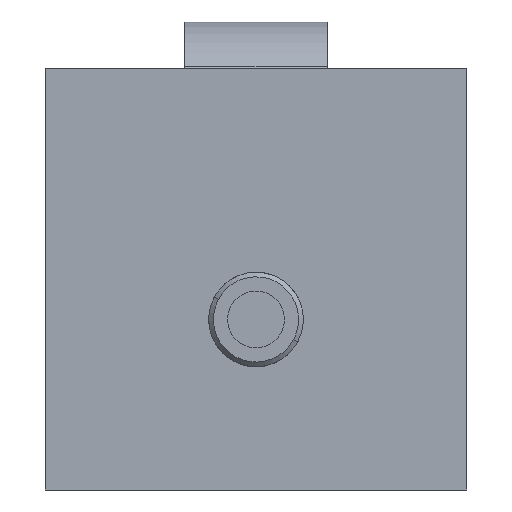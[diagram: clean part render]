
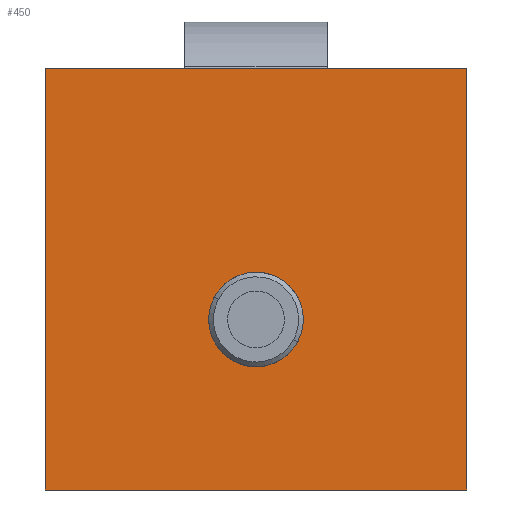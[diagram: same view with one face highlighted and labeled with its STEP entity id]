
A CAD part, front view. The second image highlights one B-rep face of the part: STEP entity #450.
In plain terms, the highlighted planar face has unit normal (0, -1, 0).
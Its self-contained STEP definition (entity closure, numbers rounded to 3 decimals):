
#162=CARTESIAN_POINT('Vertex',(48.365,-240.592,148.661)) ;
#165=CARTESIAN_POINT('Line Origine',(70.615,-240.592,148.661)) ;
#169=CARTESIAN_POINT('Vertex',(92.865,-240.592,148.661)) ;
#376=CARTESIAN_POINT('Vertex',(48.365,-240.592,104.161)) ;
#379=CARTESIAN_POINT('Line Origine',(48.365,-240.592,126.411)) ;
#409=CARTESIAN_POINT('Axis2P3D Location',(48.365,-240.592,126.411)) ;
#414=CARTESIAN_POINT('Line Origine',(70.615,-240.592,104.161)) ;
#418=CARTESIAN_POINT('Vertex',(92.865,-240.592,104.161)) ;
#421=CARTESIAN_POINT('Line Origine',(92.865,-240.592,126.411)) ;
#432=CARTESIAN_POINT('Axis2P3D Location',(70.615,-240.592,122.161)) ;
#436=CARTESIAN_POINT('Vertex',(66.227,-240.592,124.558)) ;
#438=CARTESIAN_POINT('Vertex',(75.002,-240.592,119.764)) ;
#441=CARTESIAN_POINT('Axis2P3D Location',(70.615,-240.592,122.161)) ;
#166=DIRECTION('Vector Direction',(1.,0.,0.)) ;
#380=DIRECTION('Vector Direction',(0.,0.,1.)) ;
#410=DIRECTION('Axis2P3D Direction',(0.,-1.,0.)) ;
#411=DIRECTION('Axis2P3D XDirection',(1.,0.,0.)) ;
#415=DIRECTION('Vector Direction',(1.,0.,0.)) ;
#422=DIRECTION('Vector Direction',(0.,0.,1.)) ;
#433=DIRECTION('Axis2P3D Direction',(0.,-1.,0.)) ;
#442=DIRECTION('Axis2P3D Direction',(0.,-1.,0.)) ;
#412=AXIS2_PLACEMENT_3D('Plane Axis2P3D',#409,#410,#411) ;
#434=AXIS2_PLACEMENT_3D('Circle Axis2P3D',#432,#433,$) ;
#443=AXIS2_PLACEMENT_3D('Circle Axis2P3D',#441,#442,$) ;
#427=ORIENTED_EDGE('',*,*,#383,.F.) ;
#428=ORIENTED_EDGE('',*,*,#420,.T.) ;
#429=ORIENTED_EDGE('',*,*,#425,.T.) ;
#430=ORIENTED_EDGE('',*,*,#171,.F.) ;
#447=ORIENTED_EDGE('',*,*,#440,.T.) ;
#448=ORIENTED_EDGE('',*,*,#445,.T.) ;
#449=FACE_BOUND('',#446,.T.) ;
#167=VECTOR('Line Direction',#166,1.) ;
#381=VECTOR('Line Direction',#380,1.) ;
#416=VECTOR('Line Direction',#415,1.) ;
#423=VECTOR('Line Direction',#422,1.) ;
#450=ADVANCED_FACE('CU_P-6-10_0.1\\PartBody',(#431,#449),#413,.T.) ;
#435=CIRCLE('generated circle',#434,5.) ;
#444=CIRCLE('generated circle',#443,5.) ;
#171=EDGE_CURVE('',#163,#170,#168,.T.) ;
#383=EDGE_CURVE('',#377,#163,#382,.T.) ;
#420=EDGE_CURVE('',#377,#419,#417,.T.) ;
#425=EDGE_CURVE('',#419,#170,#424,.T.) ;
#440=EDGE_CURVE('',#437,#439,#435,.F.) ;
#445=EDGE_CURVE('',#439,#437,#444,.F.) ;
#426=EDGE_LOOP('',(#427,#428,#429,#430)) ;
#446=EDGE_LOOP('',(#447,#448)) ;
#431=FACE_OUTER_BOUND('',#426,.T.) ;
#168=LINE('Line',#165,#167) ;
#382=LINE('Line',#379,#381) ;
#417=LINE('Line',#414,#416) ;
#424=LINE('Line',#421,#423) ;
#413=PLANE('Plane',#412) ;
#163=VERTEX_POINT('',#162) ;
#170=VERTEX_POINT('',#169) ;
#377=VERTEX_POINT('',#376) ;
#419=VERTEX_POINT('',#418) ;
#437=VERTEX_POINT('',#436) ;
#439=VERTEX_POINT('',#438) ;
